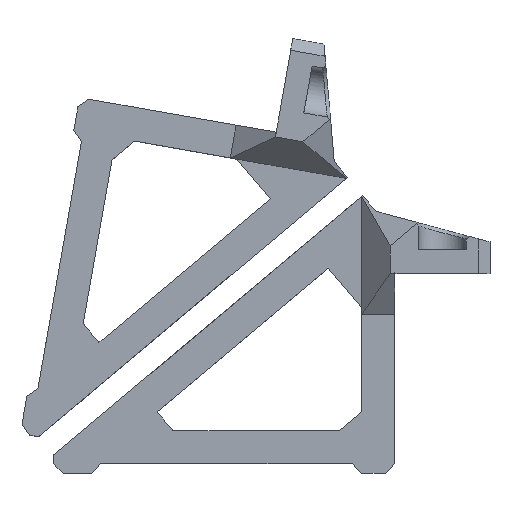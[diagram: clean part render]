
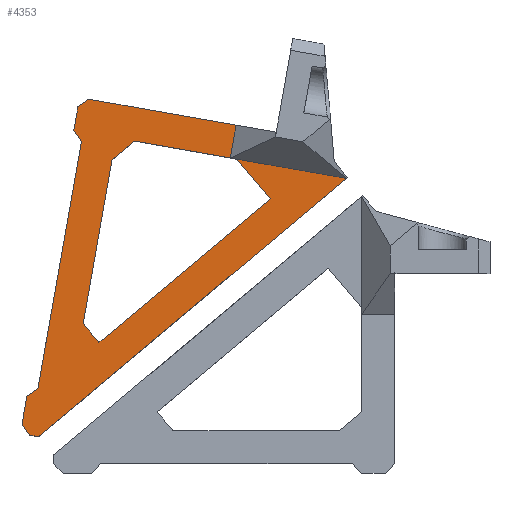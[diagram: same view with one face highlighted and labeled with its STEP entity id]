
A CAD part, top view. The second image highlights one B-rep face of the part: STEP entity #4353.
In plain terms, the highlighted face is planar.
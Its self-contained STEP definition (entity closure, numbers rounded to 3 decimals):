
#206=PLANE('',#4688);
#485=FACE_OUTER_BOUND('',#749,.T.);
#749=EDGE_LOOP('',(#3772,#3773,#3774,#3775,#3776,#3777,#3778,#3779,#3780,
#3781,#3782,#3783,#3784,#3785,#3786,#3787,#3788,#3789));
#1145=LINE('',#6652,#1697);
#1177=LINE('',#6728,#1729);
#1179=LINE('',#6732,#1731);
#1181=LINE('',#6736,#1733);
#1230=LINE('',#6834,#1782);
#1232=LINE('',#6838,#1784);
#1251=LINE('',#6887,#1803);
#1252=LINE('',#6888,#1804);
#1253=LINE('',#6890,#1805);
#1254=LINE('',#6891,#1806);
#1255=LINE('',#6893,#1807);
#1256=LINE('',#6895,#1808);
#1257=LINE('',#6897,#1809);
#1258=LINE('',#6899,#1810);
#1259=LINE('',#6901,#1811);
#1260=LINE('',#6903,#1812);
#1261=LINE('',#6904,#1813);
#1262=LINE('',#6905,#1814);
#1697=VECTOR('',#5401,10.);
#1729=VECTOR('',#5471,10.);
#1731=VECTOR('',#5475,10.);
#1733=VECTOR('',#5479,10.);
#1782=VECTOR('',#5562,10.);
#1784=VECTOR('',#5566,10.);
#1803=VECTOR('',#5605,10.);
#1804=VECTOR('',#5606,10.);
#1805=VECTOR('',#5607,10.);
#1806=VECTOR('',#5608,10.);
#1807=VECTOR('',#5609,10.);
#1808=VECTOR('',#5610,10.);
#1809=VECTOR('',#5611,10.);
#1810=VECTOR('',#5612,10.);
#1811=VECTOR('',#5613,10.);
#1812=VECTOR('',#5614,10.);
#1813=VECTOR('',#5615,10.);
#1814=VECTOR('',#5616,10.);
#2164=VERTEX_POINT('',#6649);
#2165=VERTEX_POINT('',#6651);
#2189=VERTEX_POINT('',#6725);
#2190=VERTEX_POINT('',#6727);
#2191=VERTEX_POINT('',#6731);
#2192=VERTEX_POINT('',#6735);
#2223=VERTEX_POINT('',#6831);
#2224=VERTEX_POINT('',#6833);
#2225=VERTEX_POINT('',#6837);
#2244=VERTEX_POINT('',#6885);
#2245=VERTEX_POINT('',#6886);
#2246=VERTEX_POINT('',#6889);
#2247=VERTEX_POINT('',#6892);
#2248=VERTEX_POINT('',#6894);
#2249=VERTEX_POINT('',#6896);
#2250=VERTEX_POINT('',#6898);
#2251=VERTEX_POINT('',#6900);
#2252=VERTEX_POINT('',#6902);
#2664=EDGE_CURVE('',#2164,#2165,#1145,.T.);
#2702=EDGE_CURVE('',#2189,#2190,#1177,.T.);
#2704=EDGE_CURVE('',#2190,#2191,#1179,.T.);
#2706=EDGE_CURVE('',#2191,#2192,#1181,.T.);
#2755=EDGE_CURVE('',#2223,#2224,#1230,.T.);
#2757=EDGE_CURVE('',#2224,#2225,#1232,.T.);
#2781=EDGE_CURVE('',#2244,#2245,#1251,.T.);
#2782=EDGE_CURVE('',#2192,#2244,#1252,.T.);
#2783=EDGE_CURVE('',#2246,#2189,#1253,.T.);
#2784=EDGE_CURVE('',#2225,#2246,#1254,.T.);
#2785=EDGE_CURVE('',#2247,#2223,#1255,.T.);
#2786=EDGE_CURVE('',#2248,#2247,#1256,.T.);
#2787=EDGE_CURVE('',#2249,#2248,#1257,.T.);
#2788=EDGE_CURVE('',#2250,#2249,#1258,.T.);
#2789=EDGE_CURVE('',#2251,#2250,#1259,.T.);
#2790=EDGE_CURVE('',#2252,#2251,#1260,.T.);
#2791=EDGE_CURVE('',#2165,#2252,#1261,.T.);
#2792=EDGE_CURVE('',#2245,#2164,#1262,.T.);
#3772=ORIENTED_EDGE('',*,*,#2781,.F.);
#3773=ORIENTED_EDGE('',*,*,#2782,.F.);
#3774=ORIENTED_EDGE('',*,*,#2706,.F.);
#3775=ORIENTED_EDGE('',*,*,#2704,.F.);
#3776=ORIENTED_EDGE('',*,*,#2702,.F.);
#3777=ORIENTED_EDGE('',*,*,#2783,.F.);
#3778=ORIENTED_EDGE('',*,*,#2784,.F.);
#3779=ORIENTED_EDGE('',*,*,#2757,.F.);
#3780=ORIENTED_EDGE('',*,*,#2755,.F.);
#3781=ORIENTED_EDGE('',*,*,#2785,.F.);
#3782=ORIENTED_EDGE('',*,*,#2786,.F.);
#3783=ORIENTED_EDGE('',*,*,#2787,.F.);
#3784=ORIENTED_EDGE('',*,*,#2788,.F.);
#3785=ORIENTED_EDGE('',*,*,#2789,.F.);
#3786=ORIENTED_EDGE('',*,*,#2790,.F.);
#3787=ORIENTED_EDGE('',*,*,#2791,.F.);
#3788=ORIENTED_EDGE('',*,*,#2664,.F.);
#3789=ORIENTED_EDGE('',*,*,#2792,.F.);
#4353=ADVANCED_FACE('',(#485),#206,.F.);
#4688=AXIS2_PLACEMENT_3D('',#6884,#5603,#5604);
#5401=DIRECTION('',(-0.766,-0.643,0.));
#5471=DIRECTION('',(-0.766,-0.643,0.));
#5475=DIRECTION('',(-1.,0.,0.));
#5479=DIRECTION('',(-0.643,0.766,0.));
#5562=DIRECTION('',(0.707,0.707,0.));
#5566=DIRECTION('',(0.,1.,0.));
#5603=DIRECTION('center_axis',(0.,0.,1.));
#5604=DIRECTION('ref_axis',(1.,0.,0.));
#5605=DIRECTION('',(0.643,-0.766,0.));
#5606=DIRECTION('',(0.766,0.643,0.));
#5607=DIRECTION('',(0.,-1.,0.));
#5608=DIRECTION('',(-1.,0.,0.));
#5609=DIRECTION('',(1.,0.,0.));
#5610=DIRECTION('',(0.707,-0.707,0.));
#5611=DIRECTION('',(1.,0.,0.));
#5612=DIRECTION('',(0.707,0.707,0.));
#5613=DIRECTION('',(1.,0.,0.));
#5614=DIRECTION('',(0.707,-0.707,0.));
#5615=DIRECTION('',(0.,-1.,0.));
#5616=DIRECTION('',(0.,1.,0.));
#6649=CARTESIAN_POINT('',(-7.,58.195,-10.));
#6651=CARTESIAN_POINT('',(-71.751,3.863,-10.));
#6652=CARTESIAN_POINT('',(-6.753,58.403,-10.));
#6725=CARTESIAN_POINT('',(-7.,12.916,-10.));
#6727=CARTESIAN_POINT('',(-11.667,9.,-10.));
#6728=CARTESIAN_POINT('',(-11.667,9.,-10.));
#6731=CARTESIAN_POINT('',(-46.691,9.,-10.));
#6732=CARTESIAN_POINT('',(-7.,9.,-10.));
#6735=CARTESIAN_POINT('',(-50.016,12.963,-10.));
#6736=CARTESIAN_POINT('',(-50.016,12.963,-10.));
#6831=CARTESIAN_POINT('',(-2.,0.,-10.));
#6833=CARTESIAN_POINT('',(0.,2.,-10.));
#6834=CARTESIAN_POINT('',(-2.,0.,-10.));
#6837=CARTESIAN_POINT('',(0.,33.431,-10.));
#6838=CARTESIAN_POINT('',(0.,0.,-10.));
#6884=CARTESIAN_POINT('Origin',(-35.876,29.202,-10.));
#6885=CARTESIAN_POINT('',(-14.012,43.174,-10.));
#6886=CARTESIAN_POINT('',(-7.,34.818,-10.));
#6887=CARTESIAN_POINT('',(-14.012,43.174,-10.));
#6888=CARTESIAN_POINT('',(-54.739,9.,-10.));
#6889=CARTESIAN_POINT('',(-7.,33.431,-10.));
#6890=CARTESIAN_POINT('',(-7.,49.058,-10.));
#6891=CARTESIAN_POINT('',(-21.438,33.431,-10.));
#6892=CARTESIAN_POINT('',(-7.,0.,-10.));
#6893=CARTESIAN_POINT('',(-7.,0.,-10.));
#6894=CARTESIAN_POINT('',(-9.,2.,-10.));
#6895=CARTESIAN_POINT('',(-9.,2.,-10.));
#6896=CARTESIAN_POINT('',(-61.851,2.,-10.));
#6897=CARTESIAN_POINT('',(-61.851,2.,-10.));
#6898=CARTESIAN_POINT('',(-63.851,0.,-10.));
#6899=CARTESIAN_POINT('',(-63.851,0.,-10.));
#6900=CARTESIAN_POINT('',(-69.751,0.,-10.));
#6901=CARTESIAN_POINT('',(-69.751,0.,-10.));
#6902=CARTESIAN_POINT('',(-71.751,2.,-10.));
#6903=CARTESIAN_POINT('',(-71.751,2.,-10.));
#6904=CARTESIAN_POINT('',(-71.751,2.,-10.));
#6905=CARTESIAN_POINT('',(-7.,43.699,-10.));
